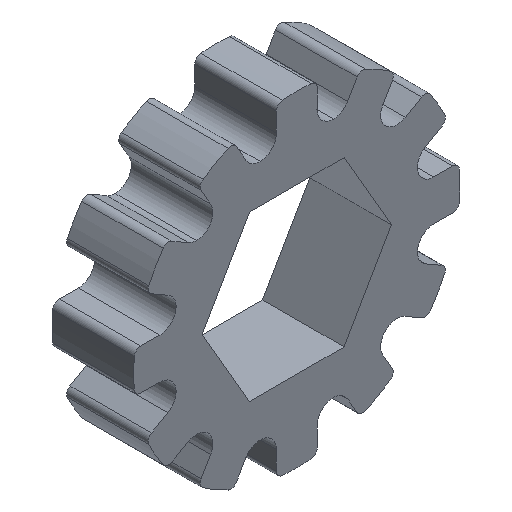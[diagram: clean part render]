
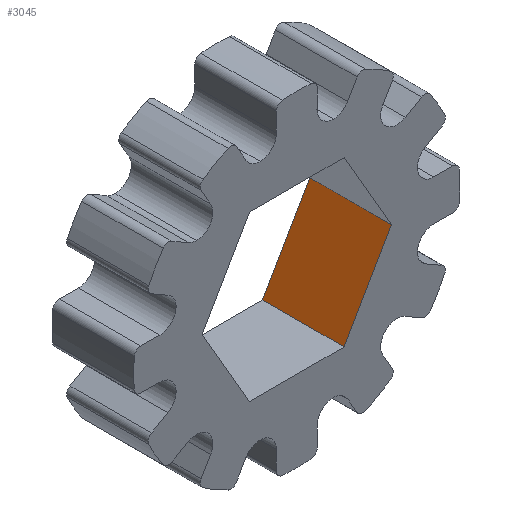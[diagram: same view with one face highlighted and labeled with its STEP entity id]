
A CAD part, isometric view. The second image highlights one B-rep face of the part: STEP entity #3045.
In plain terms, the highlighted planar face has unit normal (-0.866, 0, 0.5).
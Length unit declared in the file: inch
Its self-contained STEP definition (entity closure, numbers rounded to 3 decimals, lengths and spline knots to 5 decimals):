
#19 = DIRECTION ( 'NONE',  ( -0.866, 0., 0.5 ) ) ;
#40 = ORIENTED_EDGE ( 'NONE', *, *, #2340, .F. ) ;
#67 = DIRECTION ( 'NONE',  ( -0.5, 0., -0.866 ) ) ;
#159 = VERTEX_POINT ( 'NONE', #2844 ) ;
#171 = EDGE_LOOP ( 'NONE', ( #1084, #40, #1083, #1553 ) ) ;
#226 = DIRECTION ( 'NONE',  ( 0.5, 0., 0.866 ) ) ;
#274 = CARTESIAN_POINT ( 'NONE',  ( 0.1452, 0.25, -0.2515 ) ) ;
#542 = LINE ( 'NONE', #1496, #1152 ) ;
#695 = DIRECTION ( 'NONE',  ( 0., -1., 0. ) ) ;
#715 = CARTESIAN_POINT ( 'NONE',  ( 0.29041, 0.25, 0. ) ) ;
#815 = CARTESIAN_POINT ( 'NONE',  ( 0.29041, 0.25, 0. ) ) ;
#1000 = CARTESIAN_POINT ( 'NONE',  ( 0.21781, 0.25, -0.12575 ) ) ;
#1019 = DIRECTION ( 'NONE',  ( -0.5, 0., -0.866 ) ) ;
#1083 = ORIENTED_EDGE ( 'NONE', *, *, #1809, .T. ) ;
#1084 = ORIENTED_EDGE ( 'NONE', *, *, #1394, .F. ) ;
#1152 = VECTOR ( 'NONE', #1019, 39.37008 ) ;
#1213 = VECTOR ( 'NONE', #695, 39.37008 ) ;
#1364 = VECTOR ( 'NONE', #1976, 39.37008 ) ;
#1394 = EDGE_CURVE ( 'NONE', #159, #2740, #542, .T. ) ;
#1496 = CARTESIAN_POINT ( 'NONE',  ( 0.21781, 0., -0.12575 ) ) ;
#1553 = ORIENTED_EDGE ( 'NONE', *, *, #2542, .T. ) ;
#1809 = EDGE_CURVE ( 'NONE', #1949, #3032, #2456, .T. ) ;
#1942 = FACE_OUTER_BOUND ( 'NONE', #171, .T. ) ;
#1949 = VERTEX_POINT ( 'NONE', #815 ) ;
#1976 = DIRECTION ( 'NONE',  ( 0., -1., 0. ) ) ;
#2246 = LINE ( 'NONE', #274, #1364 ) ;
#2318 = VECTOR ( 'NONE', #67, 39.37008 ) ;
#2340 = EDGE_CURVE ( 'NONE', #1949, #159, #2371, .T. ) ;
#2371 = LINE ( 'NONE', #715, #1213 ) ;
#2433 = PLANE ( 'NONE',  #2645 ) ;
#2456 = LINE ( 'NONE', #1000, #2318 ) ;
#2542 = EDGE_CURVE ( 'NONE', #3032, #2740, #2246, .T. ) ;
#2639 = CARTESIAN_POINT ( 'NONE',  ( 0.1452, 0.25, -0.2515 ) ) ;
#2645 = AXIS2_PLACEMENT_3D ( 'NONE', #2648, #19, #226 ) ;
#2648 = CARTESIAN_POINT ( 'NONE',  ( 0.21781, 0.25, -0.12575 ) ) ;
#2740 = VERTEX_POINT ( 'NONE', #3127 ) ;
#2844 = CARTESIAN_POINT ( 'NONE',  ( 0.29041, 0., 0. ) ) ;
#3032 = VERTEX_POINT ( 'NONE', #2639 ) ;
#3045 = ADVANCED_FACE ( 'NONE', ( #1942 ), #2433, .T. ) ;
#3127 = CARTESIAN_POINT ( 'NONE',  ( 0.1452, 0., -0.2515 ) ) ;
